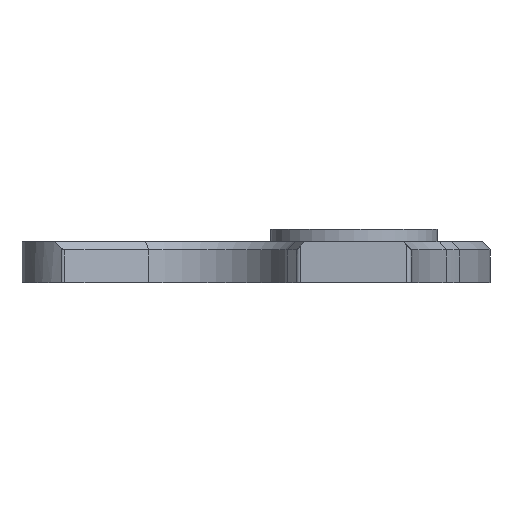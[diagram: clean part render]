
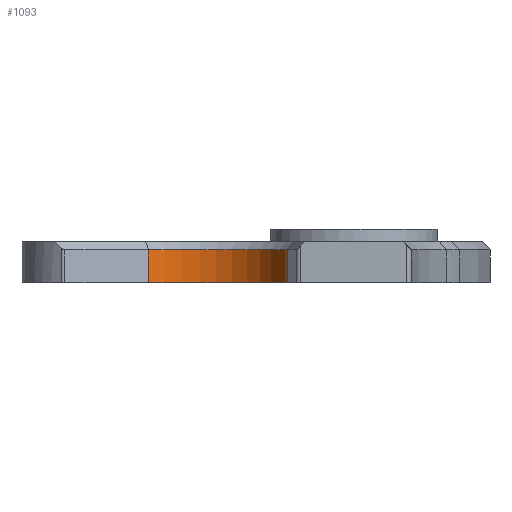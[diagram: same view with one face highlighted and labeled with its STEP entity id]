
A CAD part, left-side view. The second image highlights one B-rep face of the part: STEP entity #1093.
In plain terms, the highlighted cylindrical face has radius 12.7 mm (diameter 25.4 mm), a partial arc.
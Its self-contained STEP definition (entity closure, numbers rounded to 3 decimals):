
#150 = EDGE_CURVE ( 'NONE', #2410, #2752, #1163, .T. ) ;
#190 = EDGE_CURVE ( 'NONE', #2774, #2409, #1199, .T. ) ;
#196 = EDGE_CURVE ( 'NONE', #2774, #2410, #1210, .T. ) ;
#267 = EDGE_CURVE ( 'NONE', #2409, #2752, #2161, .T. ) ;
#280 = DIRECTION ( 'NONE',  ( 0., 0., 1. ) ) ;
#294 = CARTESIAN_POINT ( 'NONE',  ( 185.545, 227.366, -5. ) ) ;
#295 = DIRECTION ( 'NONE',  ( 0., 0., -1. ) ) ;
#296 = DIRECTION ( 'NONE',  ( 1., 0., 0. ) ) ;
#457 = AXIS2_PLACEMENT_3D ( 'NONE', #2347, #2343, #2344 ) ;
#509 = AXIS2_PLACEMENT_3D ( 'NONE', #1751, #1752, #1753 ) ;
#528 = AXIS2_PLACEMENT_3D ( 'NONE', #294, #295, #296 ) ;
#554 = EDGE_LOOP ( 'NONE', ( #2431, #2432, #2433, #2434 ) ) ;
#705 = CARTESIAN_POINT ( 'NONE',  ( 186.653, 214.715, -5. ) ) ;
#707 = DIRECTION ( 'NONE',  ( 0., 0., 1. ) ) ;
#981 = CARTESIAN_POINT ( 'NONE',  ( 197.479, 231.711, -5. ) ) ;
#1093 = ADVANCED_FACE ( 'NONE', ( #2231 ), #2234, .F. ) ;
#1163 = LINE ( 'NONE', #705, #1166 ) ;
#1166 = VECTOR ( 'NONE', #707, 1000. ) ;
#1199 = LINE ( 'NONE', #981, #1201 ) ;
#1201 = VECTOR ( 'NONE', #280, 1000. ) ;
#1210 = CIRCLE ( 'NONE', #528, 12.7 ) ;
#1377 = CARTESIAN_POINT ( 'NONE',  ( 197.479, 231.711, -1. ) ) ;
#1378 = CARTESIAN_POINT ( 'NONE',  ( 186.653, 214.715, -5. ) ) ;
#1487 = CARTESIAN_POINT ( 'NONE',  ( 186.653, 214.715, -1. ) ) ;
#1491 = CARTESIAN_POINT ( 'NONE',  ( 197.479, 231.711, -5. ) ) ;
#1751 = CARTESIAN_POINT ( 'NONE',  ( 185.545, 227.366, -1. ) ) ;
#1752 = DIRECTION ( 'NONE',  ( 0., 0., -1. ) ) ;
#1753 = DIRECTION ( 'NONE',  ( 1., 0., 0. ) ) ;
#2161 = CIRCLE ( 'NONE', #509, 12.7 ) ;
#2231 = FACE_OUTER_BOUND ( 'NONE', #554, .T. ) ;
#2234 = CYLINDRICAL_SURFACE ( 'NONE', #457, 12.7 ) ;
#2343 = DIRECTION ( 'NONE',  ( 0., 0., 1. ) ) ;
#2344 = DIRECTION ( 'NONE',  ( -1., 0., 0. ) ) ;
#2347 = CARTESIAN_POINT ( 'NONE',  ( 185.545, 227.366, -5. ) ) ;
#2409 = VERTEX_POINT ( 'NONE', #1377 ) ;
#2410 = VERTEX_POINT ( 'NONE', #1378 ) ;
#2431 = ORIENTED_EDGE ( 'NONE', *, *, #190, .F. ) ;
#2432 = ORIENTED_EDGE ( 'NONE', *, *, #196, .T. ) ;
#2433 = ORIENTED_EDGE ( 'NONE', *, *, #150, .T. ) ;
#2434 = ORIENTED_EDGE ( 'NONE', *, *, #267, .F. ) ;
#2752 = VERTEX_POINT ( 'NONE', #1487 ) ;
#2774 = VERTEX_POINT ( 'NONE', #1491 ) ;
